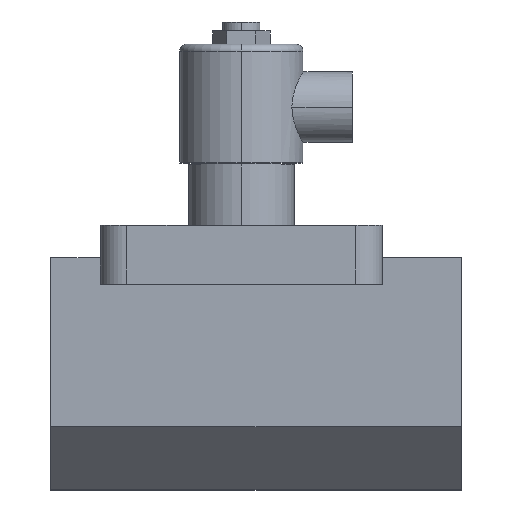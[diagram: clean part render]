
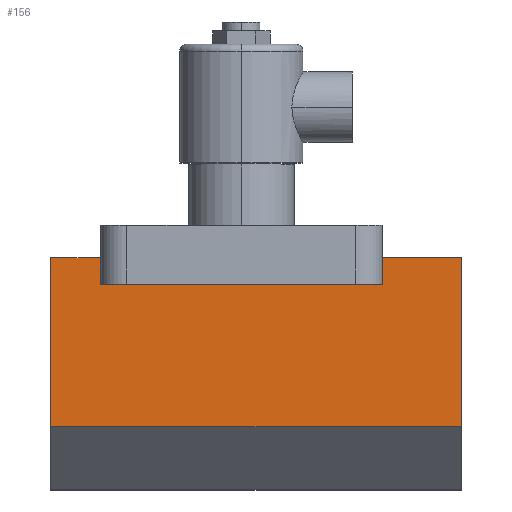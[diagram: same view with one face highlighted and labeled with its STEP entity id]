
A CAD part, top view. The second image highlights one B-rep face of the part: STEP entity #156.
In plain terms, the highlighted planar face has unit normal (0, 0, 1).
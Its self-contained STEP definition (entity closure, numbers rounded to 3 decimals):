
#5 = CARTESIAN_POINT ( 'NONE',  ( 75., -24.8, 37. ) ) ;
#46 = VERTEX_POINT ( 'NONE', #806 ) ;
#126 = VECTOR ( 'NONE', #857, 1000. ) ;
#149 = EDGE_CURVE ( 'NONE', #46, #1638, #845, .T. ) ;
#156 = ADVANCED_FACE ( 'NONE', ( #1746 ), #203, .F. ) ;
#191 = CARTESIAN_POINT ( 'NONE',  ( -65., -24.8, 37. ) ) ;
#203 = PLANE ( 'NONE',  #1147 ) ;
#214 = CARTESIAN_POINT ( 'NONE',  ( 75., -24.8, 37. ) ) ;
#221 = CARTESIAN_POINT ( 'NONE',  ( -65., -24.8, 37. ) ) ;
#233 = DIRECTION ( 'NONE',  ( -1., 0., 0. ) ) ;
#242 = DIRECTION ( 'NONE',  ( 0., 1., 0. ) ) ;
#270 = ORIENTED_EDGE ( 'NONE', *, *, #1425, .T. ) ;
#323 = DIRECTION ( 'NONE',  ( 0., -1., 0. ) ) ;
#391 = LINE ( 'NONE', #1511, #1501 ) ;
#402 = CARTESIAN_POINT ( 'NONE',  ( 48., -33.8, 37. ) ) ;
#428 = ORIENTED_EDGE ( 'NONE', *, *, #1114, .F. ) ;
#484 = DIRECTION ( 'NONE',  ( 0., 1., 0. ) ) ;
#506 = CARTESIAN_POINT ( 'NONE',  ( -65., -82.3, 37. ) ) ;
#647 = LINE ( 'NONE', #402, #1736 ) ;
#680 = VERTEX_POINT ( 'NONE', #1266 ) ;
#767 = VECTOR ( 'NONE', #1275, 1000. ) ;
#773 = DIRECTION ( 'NONE',  ( 0., -1., 0. ) ) ;
#779 = ORIENTED_EDGE ( 'NONE', *, *, #1243, .F. ) ;
#806 = CARTESIAN_POINT ( 'NONE',  ( 75., -82.3, 37. ) ) ;
#837 = DIRECTION ( 'NONE',  ( 0., -1., 0. ) ) ;
#845 = LINE ( 'NONE', #1011, #126 ) ;
#857 = DIRECTION ( 'NONE',  ( -1., 0., 0. ) ) ;
#910 = VECTOR ( 'NONE', #837, 1000. ) ;
#940 = CARTESIAN_POINT ( 'NONE',  ( -48., -33.8, 37. ) ) ;
#1011 = CARTESIAN_POINT ( 'NONE',  ( 75., -82.3, 37. ) ) ;
#1018 = DIRECTION ( 'NONE',  ( -1., 0., 0. ) ) ;
#1044 = LINE ( 'NONE', #221, #1461 ) ;
#1085 = VECTOR ( 'NONE', #773, 1000. ) ;
#1114 = EDGE_CURVE ( 'NONE', #680, #1747, #647, .T. ) ;
#1117 = LINE ( 'NONE', #1137, #767 ) ;
#1137 = CARTESIAN_POINT ( 'NONE',  ( 48., -33.8, 37. ) ) ;
#1146 = VECTOR ( 'NONE', #1018, 1000. ) ;
#1147 = AXIS2_PLACEMENT_3D ( 'NONE', #5, #1269, #484 ) ;
#1148 = CARTESIAN_POINT ( 'NONE',  ( 75., -24.8, 37. ) ) ;
#1169 = CARTESIAN_POINT ( 'NONE',  ( 75., -24.8, 37. ) ) ;
#1186 = EDGE_CURVE ( 'NONE', #1309, #1454, #391, .T. ) ;
#1243 = EDGE_CURVE ( 'NONE', #1441, #46, #1462, .T. ) ;
#1266 = CARTESIAN_POINT ( 'NONE',  ( 48., -33.8, 37. ) ) ;
#1269 = DIRECTION ( 'NONE',  ( 0., 0., -1. ) ) ;
#1275 = DIRECTION ( 'NONE',  ( 1., 0., 0. ) ) ;
#1294 = EDGE_CURVE ( 'NONE', #1655, #680, #1117, .T. ) ;
#1309 = VERTEX_POINT ( 'NONE', #1688 ) ;
#1317 = EDGE_CURVE ( 'NONE', #1309, #1655, #1547, .T. ) ;
#1337 = ORIENTED_EDGE ( 'NONE', *, *, #1186, .T. ) ;
#1425 = EDGE_CURVE ( 'NONE', #1454, #1638, #1044, .T. ) ;
#1426 = ORIENTED_EDGE ( 'NONE', *, *, #149, .F. ) ;
#1441 = VERTEX_POINT ( 'NONE', #1148 ) ;
#1454 = VERTEX_POINT ( 'NONE', #191 ) ;
#1461 = VECTOR ( 'NONE', #323, 1000. ) ;
#1462 = LINE ( 'NONE', #214, #1085 ) ;
#1464 = EDGE_LOOP ( 'NONE', ( #1509, #1337, #270, #1426, #779, #1762, #428, #1583 ) ) ;
#1491 = CARTESIAN_POINT ( 'NONE',  ( 48., -24.8, 37. ) ) ;
#1501 = VECTOR ( 'NONE', #233, 1000. ) ;
#1504 = EDGE_CURVE ( 'NONE', #1441, #1747, #1735, .T. ) ;
#1509 = ORIENTED_EDGE ( 'NONE', *, *, #1317, .F. ) ;
#1511 = CARTESIAN_POINT ( 'NONE',  ( 75., -24.8, 37. ) ) ;
#1547 = LINE ( 'NONE', #1672, #910 ) ;
#1583 = ORIENTED_EDGE ( 'NONE', *, *, #1294, .F. ) ;
#1638 = VERTEX_POINT ( 'NONE', #506 ) ;
#1655 = VERTEX_POINT ( 'NONE', #940 ) ;
#1672 = CARTESIAN_POINT ( 'NONE',  ( -48., -33.8, 37. ) ) ;
#1688 = CARTESIAN_POINT ( 'NONE',  ( -48., -24.8, 37. ) ) ;
#1735 = LINE ( 'NONE', #1169, #1146 ) ;
#1736 = VECTOR ( 'NONE', #242, 1000. ) ;
#1746 = FACE_OUTER_BOUND ( 'NONE', #1464, .T. ) ;
#1747 = VERTEX_POINT ( 'NONE', #1491 ) ;
#1762 = ORIENTED_EDGE ( 'NONE', *, *, #1504, .T. ) ;
